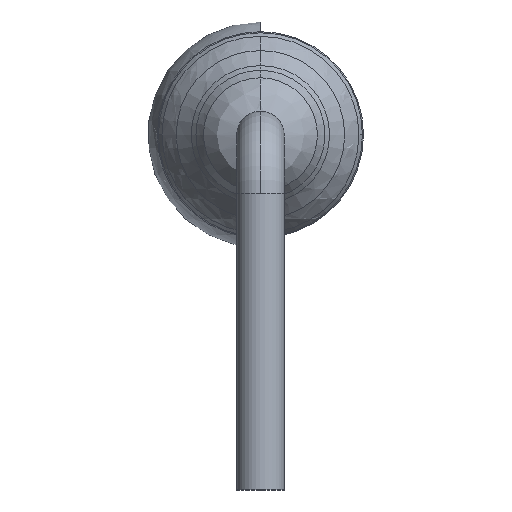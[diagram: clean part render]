
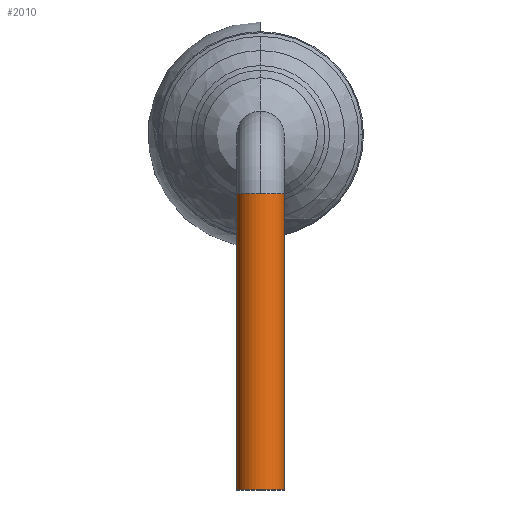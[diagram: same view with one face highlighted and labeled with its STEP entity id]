
A CAD part, left-side view. The second image highlights one B-rep face of the part: STEP entity #2010.
In plain terms, the highlighted cylindrical face has radius 0.4 mm (diameter 0.8 mm), a partial arc.
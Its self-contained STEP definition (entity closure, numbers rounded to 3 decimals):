
#1874=CARTESIAN_POINT('',(-12.9,0.,2.));
#1875=VERTEX_POINT('',#1874);
#1910=CARTESIAN_POINT('',(-12.5,0.4,2.));
#1911=VERTEX_POINT('',#1910);
#1919=CARTESIAN_POINT('',(-12.5,0.,2.));
#1920=DIRECTION('',(0.0,0.0,1.0));
#1921=DIRECTION('',(0.0,-1.0,0.0));
#1922=AXIS2_PLACEMENT_3D('',#1919,#1920,#1921);
#1923=CIRCLE('',#1922,0.4);
#1924=EDGE_CURVE('',#1911,#1875,#1923,.T.);
#1970=CARTESIAN_POINT('',(-12.5,0.,2.));
#1971=DIRECTION('',(0.,0.,-1.0));
#1972=DIRECTION('',(0.0,-1.0,0.0));
#1973=AXIS2_PLACEMENT_3D('',#1970,#1971,#1972);
#1974=CYLINDRICAL_SURFACE('',#1973,0.4);
#1975=CARTESIAN_POINT('',(-12.5,-0.4,2.));
#1976=VERTEX_POINT('',#1975);
#1977=CARTESIAN_POINT('',(-12.5,-0.4,-3.));
#1978=VERTEX_POINT('',#1977);
#1979=CARTESIAN_POINT('',(-12.5,-0.4,2.));
#1980=DIRECTION('',(0.0,0.0,-1.0));
#1981=VECTOR('',#1980,5.0);
#1982=LINE('',#1979,#1981);
#1983=EDGE_CURVE('',#1976,#1978,#1982,.T.);
#1984=ORIENTED_EDGE('',*,*,#1983,.F.);
#1985=CARTESIAN_POINT('',(-12.5,0.,2.));
#1986=DIRECTION('',(0.0,0.0,1.0));
#1987=DIRECTION('',(0.0,-1.0,0.0));
#1988=AXIS2_PLACEMENT_3D('',#1985,#1986,#1987);
#1989=CIRCLE('',#1988,0.4);
#1990=EDGE_CURVE('',#1875,#1976,#1989,.T.);
#1991=ORIENTED_EDGE('',*,*,#1990,.F.);
#1992=ORIENTED_EDGE('',*,*,#1924,.F.);
#1993=CARTESIAN_POINT('',(-12.5,0.4,-3.));
#1994=VERTEX_POINT('',#1993);
#1995=CARTESIAN_POINT('',(-12.5,0.4,-3.));
#1996=DIRECTION('',(0.0,0.0,1.0));
#1997=VECTOR('',#1996,5.);
#1998=LINE('',#1995,#1997);
#1999=EDGE_CURVE('',#1994,#1911,#1998,.T.);
#2000=ORIENTED_EDGE('',*,*,#1999,.F.);
#2001=CARTESIAN_POINT('',(-12.5,0.,-3.));
#2002=DIRECTION('',(0.0,0.0,1.0));
#2003=DIRECTION('',(0.0,-1.0,0.0));
#2004=AXIS2_PLACEMENT_3D('',#2001,#2002,#2003);
#2005=CIRCLE('',#2004,0.4);
#2006=EDGE_CURVE('',#1994,#1978,#2005,.T.);
#2007=ORIENTED_EDGE('',*,*,#2006,.T.);
#2008=EDGE_LOOP('',(#1984,#1991,#1992,#2000,#2007));
#2009=FACE_OUTER_BOUND('',#2008,.T.);
#2010=ADVANCED_FACE('',(#2009),#1974,.T.);
